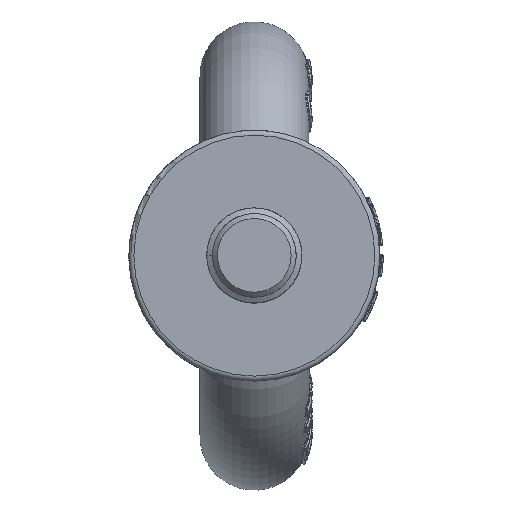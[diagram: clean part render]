
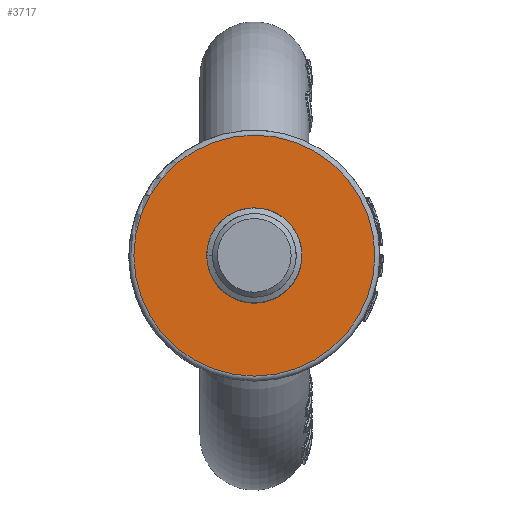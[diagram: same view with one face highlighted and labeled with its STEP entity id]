
A CAD part, top view. The second image highlights one B-rep face of the part: STEP entity #3717.
In plain terms, the highlighted planar face has unit normal (0, 0, 1).
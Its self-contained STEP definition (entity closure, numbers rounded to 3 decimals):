
#3717=ADVANCED_FACE('',(#27825,#27827),#27829,.T.);
#27825=FACE_BOUND('',#27826,.T.);
#27826=EDGE_LOOP('',(#36844,#36845));
#27827=FACE_BOUND('',#27828,.T.);
#27828=EDGE_LOOP('',(#36846,#36847));
#27829=PLANE('',#27830);
#27830=AXIS2_PLACEMENT_3D('',#27831,#27832,#27833);
#27831=CARTESIAN_POINT('',(0.,0.,16.));
#27832=DIRECTION('',(0.,0.,1.));
#27833=DIRECTION('',(1.,0.,-0.));
#36844=ORIENTED_EDGE('',*,*,#38842,.T.);
#36845=ORIENTED_EDGE('',*,*,#38843,.T.);
#36846=ORIENTED_EDGE('',*,*,#38836,.F.);
#36847=ORIENTED_EDGE('',*,*,#38835,.F.);
#38835=EDGE_CURVE('',#40933,#40934,#40935,.T.);
#38836=EDGE_CURVE('',#40934,#40933,#40936,.T.);
#38842=EDGE_CURVE('',#40947,#40948,#40949,.T.);
#38843=EDGE_CURVE('',#40948,#40947,#40950,.T.);
#40933=VERTEX_POINT('',#52255);
#40934=VERTEX_POINT('',#52256);
#40935=CIRCLE('',#52257,5.);
#40936=CIRCLE('',#52261,5.);
#40947=VERTEX_POINT('',#52916);
#40948=VERTEX_POINT('',#52917);
#40949=CIRCLE('',#52918,14.4);
#40950=CIRCLE('',#52922,14.4);
#52255=CARTESIAN_POINT('',(5.,0.,16.));
#52256=CARTESIAN_POINT('',(4.045,2.939,16.));
#52257=AXIS2_PLACEMENT_3D('',#52258,#52259,#52260);
#52258=CARTESIAN_POINT('',(0.,0.,16.));
#52259=DIRECTION('',(0.,-0.,1.));
#52260=DIRECTION('',(1.,0.,0.));
#52261=AXIS2_PLACEMENT_3D('',#52262,#52263,#52264);
#52262=CARTESIAN_POINT('',(0.,0.,16.));
#52263=DIRECTION('',(0.,-0.,1.));
#52264=DIRECTION('',(0.809,0.588,0.));
#52916=CARTESIAN_POINT('',(14.4,0.,16.));
#52917=CARTESIAN_POINT('',(-14.4,0.,16.));
#52918=AXIS2_PLACEMENT_3D('',#52919,#52920,#52921);
#52919=CARTESIAN_POINT('',(0.,0.,16.));
#52920=DIRECTION('',(0.,-0.,1.));
#52921=DIRECTION('',(1.,0.,0.));
#52922=AXIS2_PLACEMENT_3D('',#52923,#52924,#52925);
#52923=CARTESIAN_POINT('',(0.,0.,16.));
#52924=DIRECTION('',(0.,-0.,1.));
#52925=DIRECTION('',(-1.,0.,0.));
